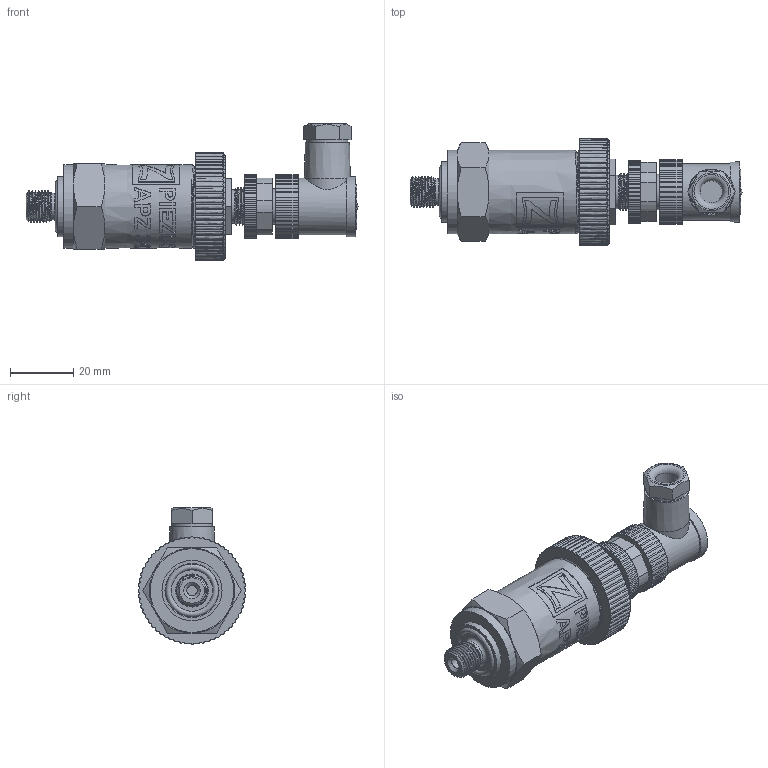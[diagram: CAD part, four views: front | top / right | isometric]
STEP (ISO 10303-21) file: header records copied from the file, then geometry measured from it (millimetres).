
FILE_DESCRIPTION(/* description */ (''),/* implementation_level */ '2;1');
FILE_NAME(/* name */ 'APZ3420_M10x1DIN_M12x1-angular.step',/* time_stamp */ '2021-06-18T15:34:41+03:00',/* author */ (''),/* organization */ (''),/* preprocessor_version */ 'ST-DEVELOPER v18.1',/* originating_system */ 'Autodesk Translation Framework v10.9.0.1377',/* authorisation */ '');
FILE_SCHEMA (('AUTOMOTIVE_DESIGN { 1 0 10303 214 3 1 1 }'));
Products named in the file (6): APZ3420_; M10x1 DIN; OMAL nut M27x1.5; M12x1 male; Ш100.000.002; M12x1 female angular
Assembly tree (5 placements, depth 2):
  APZ3420_
    M10x1 DIN
    OMAL nut M27x1.5
    M12x1 male
    Ш100.000.002
    M12x1 female angular
Bounding box: 105.07 x 34 x 43.2 mm (x, y, z)
Volume: 47309.2 mm3; surface area: 19607.3 mm2
Topology: 17 solids, 17 shells, 997 faces, 2772 edges, 1857 vertices
Faces by surface type: bspline 445, cylinder 311, plane 171, cone 59, torus 10, sphere 1
Full cylindrical faces by diameter (mm): 1 x12, 1.5 x4, 3.3 x1, 7 x1, 8 x1, 8.2 x1, 8.5 x1, 8.744 x4, 9.471 x2, 9.884 x3, 10.6 x2, 10.741 x6, 11.035 x4, 11.156 x1, 11.884 x5, 12.152 x4, 13 x1, 13.5 x1, 14 x1, 14.137 x4, 14.526 x3, 15.85 x3, 16.203 x3, 16.7 x1, 18 x1, 19 x2, 21.4 x2, 22.3 x1, 22.4 x1, 24.5 x1
Entity records: 55684 total; most frequent: CARTESIAN_POINT 33355, ORIENTED_EDGE 5544, DIRECTION 3138, EDGE_CURVE 2772, VERTEX_POINT 1857, B_SPLINE_CURVE_WITH_KNOTS 1238, AXIS2_PLACEMENT_3D 1131, EDGE_LOOP 1063
